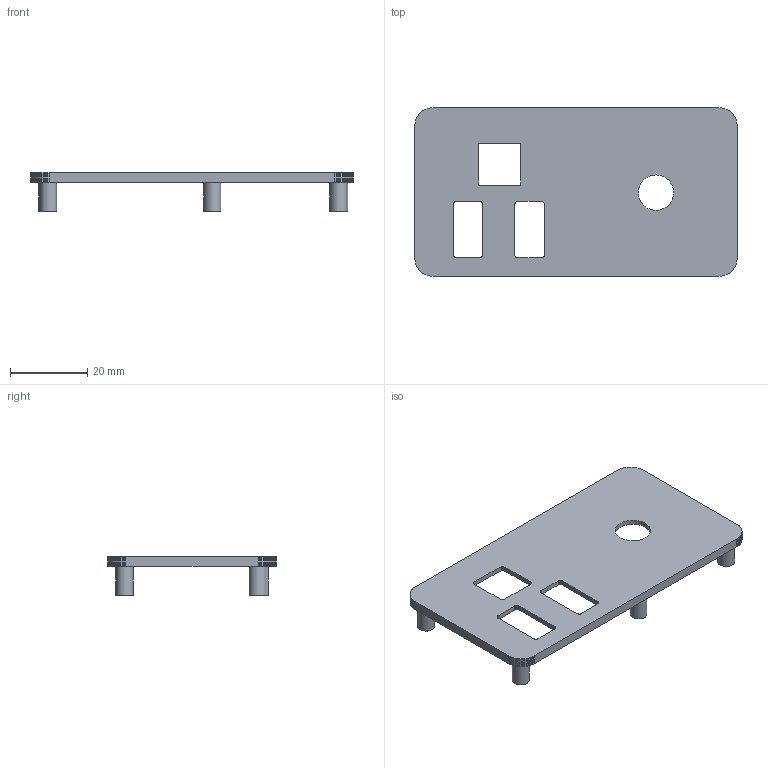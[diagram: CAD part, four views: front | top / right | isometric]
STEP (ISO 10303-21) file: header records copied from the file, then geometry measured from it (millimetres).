
FILE_DESCRIPTION(('Designed by EasyEDA Pro'),'2;1');
FILE_NAME('Open CASCADE Shape Model','2024-08-08T10:36:45',('Author'),( 'Open CASCADE'),'Open CASCADE STEP processor 7.6','Open CASCADE 7.6' ,'Unknown');
FILE_SCHEMA(('AUTOMOTIVE_DESIGN { 1 0 10303 214 1 1 1 1 }'));
Length unit declared in the file: millimetre
Products named in the file (1): Open CASCADE STEP translator 7.6 1
Bounding box: 83.19 x 43.56 x 10 mm (x, y, z)
Volume: 5078.1 mm3; surface area: 8505.1 mm2
Topology: 1 solids, 1 shells, 508 faces, 1479 edges, 986 vertices
Faces by surface type: bspline 508
Entity records: 34700 total; most frequent: CARTESIAN_POINT 15419, B_SPLINE_CURVE_WITH_KNOTS 4385, ORIENTED_EDGE 2958, PCURVE 2958, DEFINITIONAL_REPRESENTATION 2958, EDGE_CURVE 1479, SURFACE_CURVE 1466, VERTEX_POINT 986
